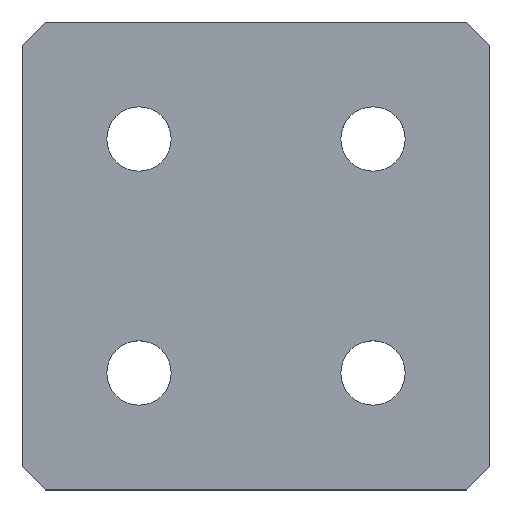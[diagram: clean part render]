
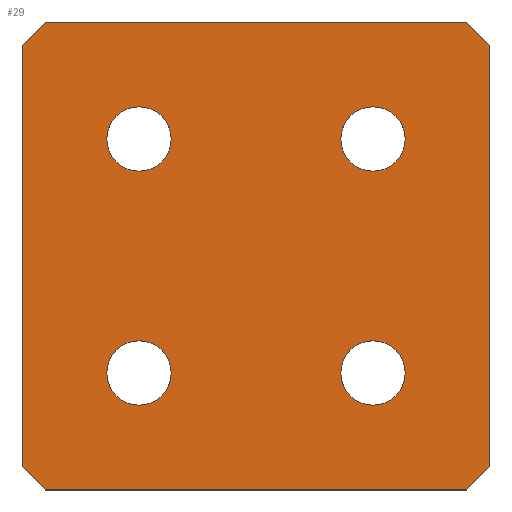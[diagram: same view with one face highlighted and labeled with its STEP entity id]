
A CAD part, top view. The second image highlights one B-rep face of the part: STEP entity #29.
In plain terms, the highlighted planar face has unit normal (0, 0, 1).
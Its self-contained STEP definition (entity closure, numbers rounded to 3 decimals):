
#11 = VERTEX_POINT ( 'NONE', #121 ) ;
#14 = ORIENTED_EDGE ( 'NONE', *, *, #336, .F. ) ;
#27 = ORIENTED_EDGE ( 'NONE', *, *, #190, .F. ) ;
#28 = CARTESIAN_POINT ( 'NONE',  ( -7.25, -10., 2. ) ) ;
#29 = ADVANCED_FACE ( 'NONE', ( #261, #309, #503, #416, #169 ), #367, .F. ) ;
#37 = CARTESIAN_POINT ( 'NONE',  ( -18., -20., 2. ) ) ;
#40 = CARTESIAN_POINT ( 'NONE',  ( 20., -18., 2. ) ) ;
#43 = VECTOR ( 'NONE', #89, 1000. ) ;
#44 = ORIENTED_EDGE ( 'NONE', *, *, #370, .F. ) ;
#49 = CARTESIAN_POINT ( 'NONE',  ( 10., 10., 2. ) ) ;
#58 = CARTESIAN_POINT ( 'NONE',  ( -7.25, 10., 2. ) ) ;
#60 = AXIS2_PLACEMENT_3D ( 'NONE', #449, #254, #62 ) ;
#62 = DIRECTION ( 'NONE',  ( 1., 0., 0. ) ) ;
#67 = VERTEX_POINT ( 'NONE', #28 ) ;
#84 = DIRECTION ( 'NONE',  ( 1., 0., 0. ) ) ;
#89 = DIRECTION ( 'NONE',  ( 0.707, -0.707, 0. ) ) ;
#96 = DIRECTION ( 'NONE',  ( 1., 0., 0. ) ) ;
#98 = VERTEX_POINT ( 'NONE', #568 ) ;
#99 = EDGE_CURVE ( 'NONE', #377, #542, #417, .T. ) ;
#103 = DIRECTION ( 'NONE',  ( 1., 0., 0. ) ) ;
#121 = CARTESIAN_POINT ( 'NONE',  ( 20., 18., 2. ) ) ;
#122 = CARTESIAN_POINT ( 'NONE',  ( 18., 20., 2. ) ) ;
#132 = VERTEX_POINT ( 'NONE', #186 ) ;
#135 = CARTESIAN_POINT ( 'NONE',  ( -18., 20., 2. ) ) ;
#147 = CARTESIAN_POINT ( 'NONE',  ( -10., -10., 2. ) ) ;
#154 = CARTESIAN_POINT ( 'NONE',  ( 20., -18., 2. ) ) ;
#155 = DIRECTION ( 'NONE',  ( 0., -1., 0. ) ) ;
#156 = VERTEX_POINT ( 'NONE', #189 ) ;
#158 = ORIENTED_EDGE ( 'NONE', *, *, #99, .F. ) ;
#165 = EDGE_CURVE ( 'NONE', #498, #11, #527, .T. ) ;
#168 = AXIS2_PLACEMENT_3D ( 'NONE', #49, #451, #103 ) ;
#169 = FACE_OUTER_BOUND ( 'NONE', #304, .T. ) ;
#179 = CARTESIAN_POINT ( 'NONE',  ( 7.25, -10., 2. ) ) ;
#182 = CARTESIAN_POINT ( 'NONE',  ( 12.75, -10., 2. ) ) ;
#186 = CARTESIAN_POINT ( 'NONE',  ( -20., 18., 2. ) ) ;
#189 = CARTESIAN_POINT ( 'NONE',  ( 12.75, 10., 2. ) ) ;
#190 = EDGE_CURVE ( 'NONE', #98, #67, #310, .T. ) ;
#199 = DIRECTION ( 'NONE',  ( 1., 0., 0. ) ) ;
#206 = ORIENTED_EDGE ( 'NONE', *, *, #575, .T. ) ;
#207 = VECTOR ( 'NONE', #155, 1000. ) ;
#211 = EDGE_CURVE ( 'NONE', #132, #373, #295, .T. ) ;
#212 = CARTESIAN_POINT ( 'NONE',  ( -20., 20., 2. ) ) ;
#221 = DIRECTION ( 'NONE',  ( 0., 0., -1. ) ) ;
#229 = EDGE_CURVE ( 'NONE', #542, #377, #565, .T. ) ;
#234 = CARTESIAN_POINT ( 'NONE',  ( -10., -10., 2. ) ) ;
#238 = DIRECTION ( 'NONE',  ( 1., 0., 0. ) ) ;
#239 = DIRECTION ( 'NONE',  ( 1., 0., 0. ) ) ;
#243 = CARTESIAN_POINT ( 'NONE',  ( -20., -20., 2. ) ) ;
#246 = AXIS2_PLACEMENT_3D ( 'NONE', #147, #298, #96 ) ;
#247 = VECTOR ( 'NONE', #488, 1000. ) ;
#251 = VECTOR ( 'NONE', #559, 1000. ) ;
#253 = ORIENTED_EDGE ( 'NONE', *, *, #384, .T. ) ;
#254 = DIRECTION ( 'NONE',  ( 0., 0., 1. ) ) ;
#256 = ORIENTED_EDGE ( 'NONE', *, *, #426, .F. ) ;
#261 = FACE_BOUND ( 'NONE', #372, .T. ) ;
#271 = DIRECTION ( 'NONE',  ( 0., 0., 1. ) ) ;
#273 = CARTESIAN_POINT ( 'NONE',  ( -12.75, 10., 2. ) ) ;
#277 = DIRECTION ( 'NONE',  ( 0., 0., 1. ) ) ;
#282 = VECTOR ( 'NONE', #601, 1000. ) ;
#287 = EDGE_LOOP ( 'NONE', ( #44, #27 ) ) ;
#290 = AXIS2_PLACEMENT_3D ( 'NONE', #350, #486, #439 ) ;
#293 = VERTEX_POINT ( 'NONE', #182 ) ;
#295 = LINE ( 'NONE', #243, #207 ) ;
#296 = ORIENTED_EDGE ( 'NONE', *, *, #507, .F. ) ;
#298 = DIRECTION ( 'NONE',  ( 0., 0., 1. ) ) ;
#303 = CARTESIAN_POINT ( 'NONE',  ( 18., 20., 2. ) ) ;
#304 = EDGE_LOOP ( 'NONE', ( #605, #446, #422, #253, #359, #617, #206, #421 ) ) ;
#306 = CARTESIAN_POINT ( 'NONE',  ( 10., -10., 2. ) ) ;
#307 = DIRECTION ( 'NONE',  ( -1., 0., 0. ) ) ;
#309 = FACE_BOUND ( 'NONE', #496, .T. ) ;
#310 = CIRCLE ( 'NONE', #246, 2.75 ) ;
#323 = VERTEX_POINT ( 'NONE', #179 ) ;
#326 = VERTEX_POINT ( 'NONE', #135 ) ;
#327 = CARTESIAN_POINT ( 'NONE',  ( -20., -20., 2. ) ) ;
#336 = EDGE_CURVE ( 'NONE', #156, #600, #483, .T. ) ;
#337 = LINE ( 'NONE', #40, #453 ) ;
#350 = CARTESIAN_POINT ( 'NONE',  ( -10., 10., 2. ) ) ;
#359 = ORIENTED_EDGE ( 'NONE', *, *, #165, .T. ) ;
#364 = EDGE_CURVE ( 'NONE', #373, #369, #479, .T. ) ;
#367 = PLANE ( 'NONE',  #587 ) ;
#369 = VERTEX_POINT ( 'NONE', #37 ) ;
#370 = EDGE_CURVE ( 'NONE', #67, #98, #567, .T. ) ;
#372 = EDGE_LOOP ( 'NONE', ( #515, #158 ) ) ;
#373 = VERTEX_POINT ( 'NONE', #438 ) ;
#374 = VECTOR ( 'NONE', #622, 1000. ) ;
#375 = AXIS2_PLACEMENT_3D ( 'NONE', #234, #433, #239 ) ;
#377 = VERTEX_POINT ( 'NONE', #273 ) ;
#378 = CARTESIAN_POINT ( 'NONE',  ( -10., 10., 2. ) ) ;
#384 = EDGE_CURVE ( 'NONE', #493, #498, #337, .T. ) ;
#394 = EDGE_LOOP ( 'NONE', ( #400, #296 ) ) ;
#400 = ORIENTED_EDGE ( 'NONE', *, *, #548, .F. ) ;
#410 = LINE ( 'NONE', #303, #247 ) ;
#414 = LINE ( 'NONE', #461, #251 ) ;
#415 = EDGE_CURVE ( 'NONE', #369, #493, #584, .T. ) ;
#416 = FACE_BOUND ( 'NONE', #394, .T. ) ;
#417 = CIRCLE ( 'NONE', #576, 2.75 ) ;
#419 = CARTESIAN_POINT ( 'NONE',  ( 0., 0., 2. ) ) ;
#421 = ORIENTED_EDGE ( 'NONE', *, *, #561, .T. ) ;
#422 = ORIENTED_EDGE ( 'NONE', *, *, #415, .T. ) ;
#425 = CIRCLE ( 'NONE', #524, 2.75 ) ;
#426 = EDGE_CURVE ( 'NONE', #600, #156, #557, .T. ) ;
#432 = CARTESIAN_POINT ( 'NONE',  ( 20., -20., 2. ) ) ;
#433 = DIRECTION ( 'NONE',  ( 0., 0., 1. ) ) ;
#438 = CARTESIAN_POINT ( 'NONE',  ( -20., -18., 2. ) ) ;
#439 = DIRECTION ( 'NONE',  ( 1., 0., 0. ) ) ;
#444 = DIRECTION ( 'NONE',  ( 0., 0., 1. ) ) ;
#445 = VECTOR ( 'NONE', #519, 1000. ) ;
#446 = ORIENTED_EDGE ( 'NONE', *, *, #364, .T. ) ;
#449 = CARTESIAN_POINT ( 'NONE',  ( 10., -10., 2. ) ) ;
#451 = DIRECTION ( 'NONE',  ( 0., 0., 1. ) ) ;
#453 = VECTOR ( 'NONE', #528, 1000. ) ;
#461 = CARTESIAN_POINT ( 'NONE',  ( -20., 18., 2. ) ) ;
#479 = LINE ( 'NONE', #525, #43 ) ;
#483 = CIRCLE ( 'NONE', #501, 2.75 ) ;
#486 = DIRECTION ( 'NONE',  ( 0., 0., 1. ) ) ;
#488 = DIRECTION ( 'NONE',  ( -0.707, 0.707, 0. ) ) ;
#493 = VERTEX_POINT ( 'NONE', #589 ) ;
#494 = EDGE_CURVE ( 'NONE', #11, #609, #410, .T. ) ;
#496 = EDGE_LOOP ( 'NONE', ( #14, #256 ) ) ;
#497 = CIRCLE ( 'NONE', #60, 2.75 ) ;
#498 = VERTEX_POINT ( 'NONE', #154 ) ;
#501 = AXIS2_PLACEMENT_3D ( 'NONE', #521, #277, #84 ) ;
#503 = FACE_BOUND ( 'NONE', #287, .T. ) ;
#507 = EDGE_CURVE ( 'NONE', #323, #293, #425, .T. ) ;
#511 = LINE ( 'NONE', #212, #282 ) ;
#515 = ORIENTED_EDGE ( 'NONE', *, *, #229, .F. ) ;
#519 = DIRECTION ( 'NONE',  ( 1., 0., 0. ) ) ;
#521 = CARTESIAN_POINT ( 'NONE',  ( 10., 10., 2. ) ) ;
#524 = AXIS2_PLACEMENT_3D ( 'NONE', #306, #444, #199 ) ;
#525 = CARTESIAN_POINT ( 'NONE',  ( -18., -20., 2. ) ) ;
#527 = LINE ( 'NONE', #432, #374 ) ;
#528 = DIRECTION ( 'NONE',  ( 0.707, 0.707, 0. ) ) ;
#542 = VERTEX_POINT ( 'NONE', #58 ) ;
#548 = EDGE_CURVE ( 'NONE', #293, #323, #497, .T. ) ;
#557 = CIRCLE ( 'NONE', #168, 2.75 ) ;
#559 = DIRECTION ( 'NONE',  ( -0.707, -0.707, 0. ) ) ;
#561 = EDGE_CURVE ( 'NONE', #326, #132, #414, .T. ) ;
#563 = CARTESIAN_POINT ( 'NONE',  ( 7.25, 10., 2. ) ) ;
#565 = CIRCLE ( 'NONE', #290, 2.75 ) ;
#567 = CIRCLE ( 'NONE', #375, 2.75 ) ;
#568 = CARTESIAN_POINT ( 'NONE',  ( -12.75, -10., 2. ) ) ;
#575 = EDGE_CURVE ( 'NONE', #609, #326, #511, .T. ) ;
#576 = AXIS2_PLACEMENT_3D ( 'NONE', #378, #271, #238 ) ;
#584 = LINE ( 'NONE', #327, #445 ) ;
#587 = AXIS2_PLACEMENT_3D ( 'NONE', #419, #221, #307 ) ;
#589 = CARTESIAN_POINT ( 'NONE',  ( 18., -20., 2. ) ) ;
#600 = VERTEX_POINT ( 'NONE', #563 ) ;
#601 = DIRECTION ( 'NONE',  ( -1., 0., 0. ) ) ;
#605 = ORIENTED_EDGE ( 'NONE', *, *, #211, .T. ) ;
#609 = VERTEX_POINT ( 'NONE', #122 ) ;
#617 = ORIENTED_EDGE ( 'NONE', *, *, #494, .T. ) ;
#622 = DIRECTION ( 'NONE',  ( 0., 1., 0. ) ) ;
